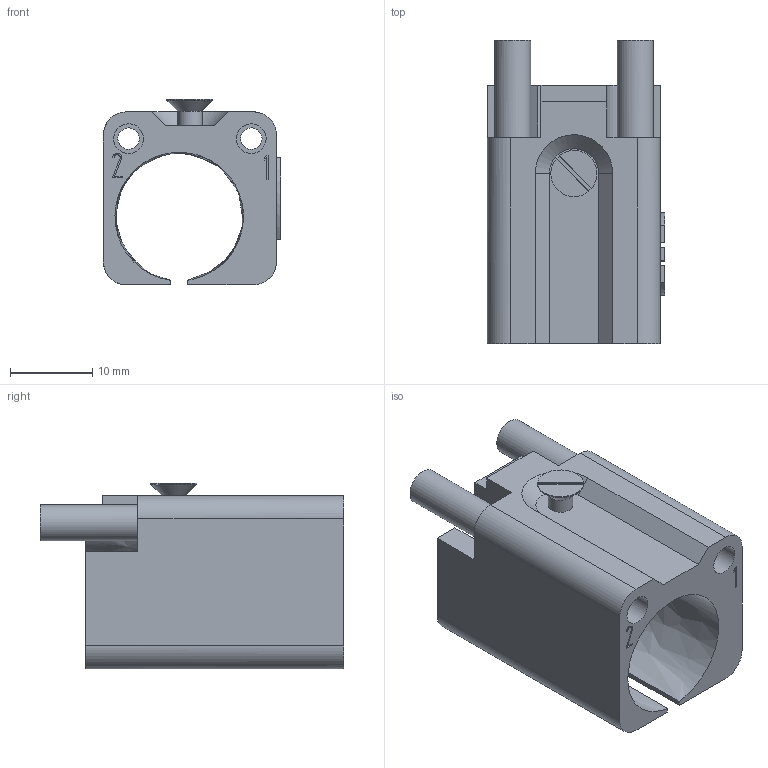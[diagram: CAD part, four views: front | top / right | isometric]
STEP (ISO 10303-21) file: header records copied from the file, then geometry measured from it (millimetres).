
FILE_DESCRIPTION(( 'HARTING HARTING HARTING HARTING HARTING HARTING HARTING HARTING HARTING', 'This Document is valid for Parts No. 09 15 003 3101'),'2;1');
FILE_NAME('MD_09150033101_R411590.stp', '2005-10-27T10:38:54',('ITIS-3'),('HARTING KGaA, D-32339 Espelkamp'), 'I-DEAS Master Series 10','HP-UNIX','Yes');
FILE_SCHEMA(('AUTOMOTIVE_DESIGN { 1 0 10303 214 1 1 1 1 }'));
Length unit declared in the file: millimetre
Products named in the file (1): Han 3 Quintax-F-c
Bounding box: 21.5 x 36.85 x 22.55 mm (x, y, z)
Volume: 6475.9 mm3; surface area: 5606.6 mm2
Topology: 1 solids, 1 shells, 197 faces, 506 edges, 337 vertices
Faces by surface type: bspline 197
Entity records: 6396 total; most frequent: CARTESIAN_POINT 2947, ORIENTED_EDGE 1012, EDGE_CURVE 506, VERTEX_POINT 337, QUASI_UNIFORM_CURVE 283, OVER_RIDING_STYLED_ITEM 280, EDGE_LOOP 227, FACE_OUTER_BOUND 197
